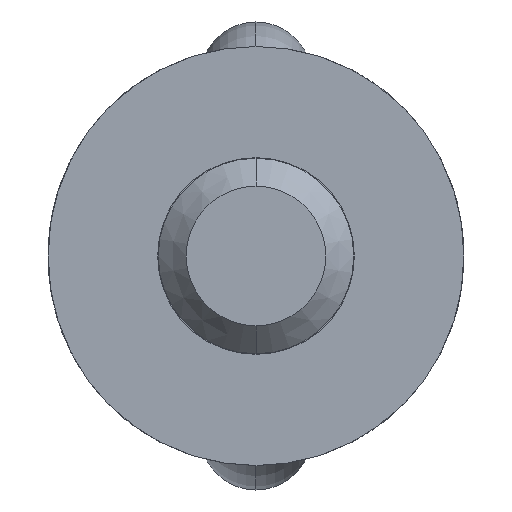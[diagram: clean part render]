
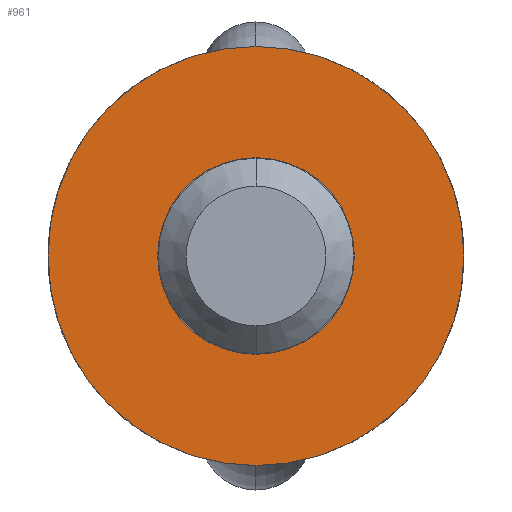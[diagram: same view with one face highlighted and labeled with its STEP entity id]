
A CAD part, front view. The second image highlights one B-rep face of the part: STEP entity #961.
In plain terms, the highlighted planar face has unit normal (0, -1, 0).
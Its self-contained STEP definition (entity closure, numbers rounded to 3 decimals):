
#961=ADVANCED_FACE('',(#1982,#1983),#1984,.F.);
#1982=FACE_OUTER_BOUND('',#9371,.T.);
#1983=FACE_BOUND('',#9372,.T.);
#1984=PLANE('',#9373);
#9371=EDGE_LOOP('',(#13808,#13809,#13810,#13811));
#9372=EDGE_LOOP('',(#13812,#13813));
#9373=AXIS2_PLACEMENT_3D('',#13814,#13815,#13816);
#13808=ORIENTED_EDGE('',*,*,#15498,.F.);
#13809=ORIENTED_EDGE('',*,*,#15444,.T.);
#13810=ORIENTED_EDGE('',*,*,#15499,.T.);
#13811=ORIENTED_EDGE('',*,*,#15434,.F.);
#13812=ORIENTED_EDGE('',*,*,#15491,.F.);
#13813=ORIENTED_EDGE('',*,*,#15493,.F.);
#13814=CARTESIAN_POINT('',(0.0,-109.5,0.0));
#13815=DIRECTION('',(0.0,1.0,0.0));
#13816=DIRECTION('',(1.0,0.0,-0.0));
#15434=EDGE_CURVE('',#17277,#17280,#17281,.T.);
#15444=EDGE_CURVE('',#17299,#17296,#17300,.T.);
#15491=EDGE_CURVE('',#17377,#17375,#17379,.T.);
#15493=EDGE_CURVE('',#17375,#17377,#17381,.T.);
#15498=EDGE_CURVE('',#17299,#17277,#17386,.T.);
#15499=EDGE_CURVE('',#17296,#17280,#17387,.T.);
#17277=VERTEX_POINT('',#25453);
#17280=VERTEX_POINT('',#25457);
#17281=CIRCLE('',#25458,59.491);
#17296=VERTEX_POINT('',#25633);
#17299=VERTEX_POINT('',#25637);
#17300=CIRCLE('',#25638,59.491);
#17375=VERTEX_POINT('',#25961);
#17377=VERTEX_POINT('',#25963);
#17379=CIRCLE('',#25965,28.15);
#17381=CIRCLE('',#25967,28.15);
#17386=CIRCLE('',#25972,59.491);
#17387=CIRCLE('',#25973,59.491);
#25453=CARTESIAN_POINT('',(0.,-109.5,-60.));
#25457=CARTESIAN_POINT('',(-59.489,-109.5,0.0));
#25458=AXIS2_PLACEMENT_3D('',#29751,#29752,#29753);
#25633=CARTESIAN_POINT('',(0.,-109.5,60.));
#25637=CARTESIAN_POINT('',(59.489,-109.5,0.0));
#25638=AXIS2_PLACEMENT_3D('',#29760,#29761,#29762);
#25961=CARTESIAN_POINT('',(0.,-109.5,28.15));
#25963=CARTESIAN_POINT('',(0.,-109.5,-28.15));
#25965=AXIS2_PLACEMENT_3D('',#29809,#29810,#29811);
#25967=AXIS2_PLACEMENT_3D('',#29812,#29813,#29814);
#25972=AXIS2_PLACEMENT_3D('',#29821,#29822,#29823);
#25973=AXIS2_PLACEMENT_3D('',#29824,#29825,#29826);
#29751=CARTESIAN_POINT('',(0.0,-109.5,-0.509));
#29752=DIRECTION('',(0.0,1.0,0.0));
#29753=DIRECTION('',(0.0,0.0,-1.0));
#29760=CARTESIAN_POINT('',(0.0,-109.5,0.509));
#29761=DIRECTION('',(0.0,-1.0,0.0));
#29762=DIRECTION('',(0.0,0.0,1.0));
#29809=CARTESIAN_POINT('',(0.0,-109.5,0.0));
#29810=DIRECTION('',(0.0,-1.0,0.0));
#29811=DIRECTION('',(0.,0.0,1.0));
#29812=CARTESIAN_POINT('',(0.0,-109.5,0.0));
#29813=DIRECTION('',(0.0,-1.0,0.0));
#29814=DIRECTION('',(0.,0.0,1.0));
#29821=CARTESIAN_POINT('',(0.0,-109.5,-0.509));
#29822=DIRECTION('',(0.0,1.0,0.0));
#29823=DIRECTION('',(0.0,0.0,-1.0));
#29824=CARTESIAN_POINT('',(0.0,-109.5,0.509));
#29825=DIRECTION('',(0.0,-1.0,0.0));
#29826=DIRECTION('',(0.0,0.0,1.0));
